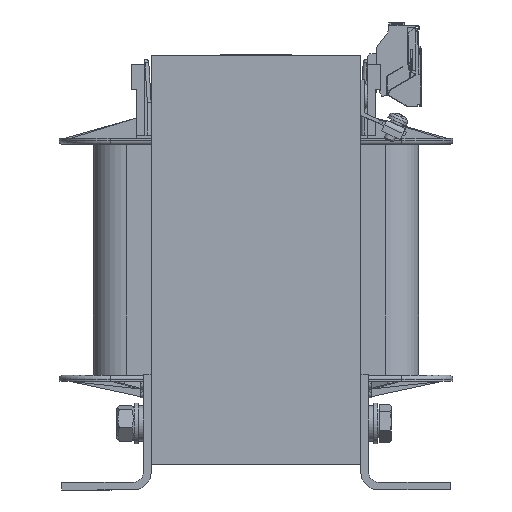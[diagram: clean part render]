
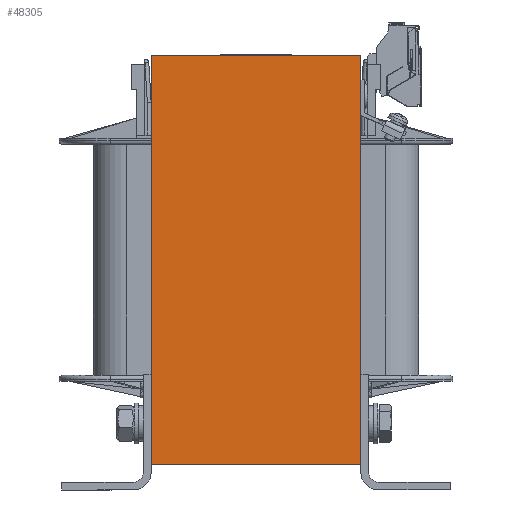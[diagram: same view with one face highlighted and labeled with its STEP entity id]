
A CAD part, left-side view. The second image highlights one B-rep face of the part: STEP entity #48305.
In plain terms, the highlighted planar face has unit normal (-1, 0, 0).
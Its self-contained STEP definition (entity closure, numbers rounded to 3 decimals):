
#877=PLANE('',#51360);
#2870=FACE_OUTER_BOUND('',#5491,.T.);
#5491=EDGE_LOOP('',(#33625,#33626,#33627,#33628));
#8230=LINE('',#68572,#14268);
#8232=LINE('',#68577,#14270);
#8233=LINE('',#68578,#14271);
#8234=LINE('',#68579,#14272);
#14268=VECTOR('',#55194,10.);
#14270=VECTOR('',#55198,10.);
#14271=VECTOR('',#55199,10.);
#14272=VECTOR('',#55200,10.);
#21325=VERTEX_POINT('',#68569);
#21326=VERTEX_POINT('',#68571);
#21327=VERTEX_POINT('',#68575);
#21328=VERTEX_POINT('',#68576);
#26127=EDGE_CURVE('',#21326,#21325,#8230,.T.);
#26129=EDGE_CURVE('',#21327,#21328,#8232,.T.);
#26130=EDGE_CURVE('',#21328,#21326,#8233,.T.);
#26131=EDGE_CURVE('',#21327,#21325,#8234,.T.);
#33625=ORIENTED_EDGE('',*,*,#26129,.T.);
#33626=ORIENTED_EDGE('',*,*,#26130,.T.);
#33627=ORIENTED_EDGE('',*,*,#26127,.T.);
#33628=ORIENTED_EDGE('',*,*,#26131,.F.);
#48305=ADVANCED_FACE('',(#2870),#877,.T.);
#51360=AXIS2_PLACEMENT_3D('',#68574,#55196,#55197);
#55194=DIRECTION('',(0.,0.,1.));
#55196=DIRECTION('center_axis',(-1.,0.,0.));
#55197=DIRECTION('ref_axis',(0.,0.,1.));
#55198=DIRECTION('',(0.,0.,-1.));
#55199=DIRECTION('',(0.,-1.,0.));
#55200=DIRECTION('',(0.,-1.,0.));
#68569=CARTESIAN_POINT('',(-96.,-41.,80.));
#68571=CARTESIAN_POINT('',(-96.,-41.,-80.));
#68572=CARTESIAN_POINT('',(-96.,-41.,80.));
#68574=CARTESIAN_POINT('Origin',(-96.,0.,80.));
#68575=CARTESIAN_POINT('',(-96.,41.,80.));
#68576=CARTESIAN_POINT('',(-96.,41.,-80.));
#68577=CARTESIAN_POINT('',(-96.,41.,80.));
#68578=CARTESIAN_POINT('',(-96.,0.,-80.));
#68579=CARTESIAN_POINT('',(-96.,0.,80.));
